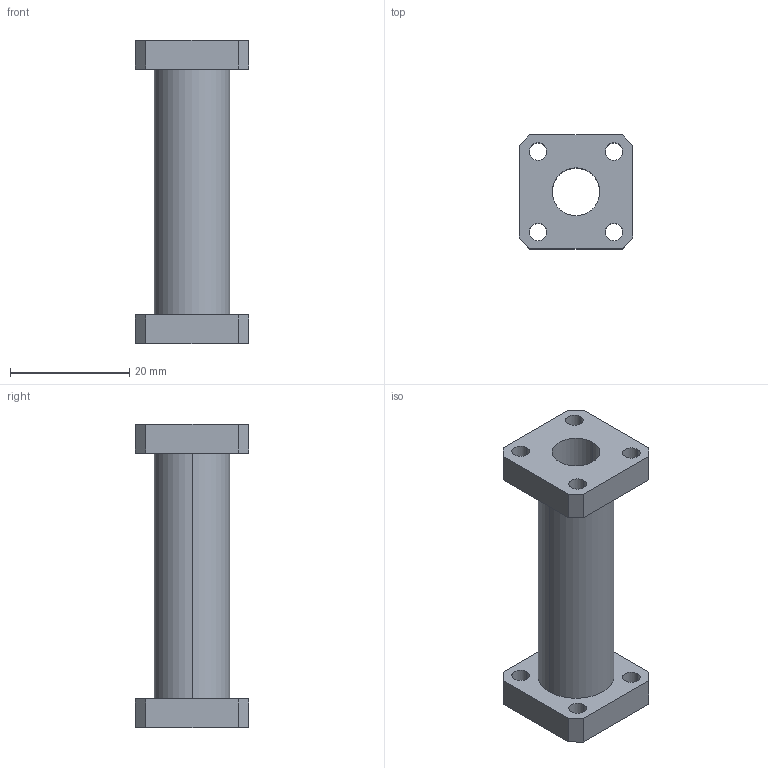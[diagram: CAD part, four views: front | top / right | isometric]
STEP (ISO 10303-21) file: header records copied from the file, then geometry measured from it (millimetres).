
FILE_DESCRIPTION (( 'STEP AP203' ), '1' );
FILE_NAME ('SAS-293-31528-F1.STEP', '2017-09-21T22:51:43', ( '' ), ( '' ), 'SwSTEP 2.0', 'SolidWorks 2013', '' );
FILE_SCHEMA (( 'CONFIG_CONTROL_DESIGN' ));
Length unit declared in the file: inch
Products named in the file (1): SAS-293-31528-F1
Bounding box: 19.05 x 19.05 x 50.8 mm (x, y, z)
Volume: 5836.8 mm3; surface area: 4934.6 mm2
Topology: 1 solids, 1 shells, 40 faces, 108 edges, 72 vertices
Faces by surface type: cylinder 20, plane 20
Entity records: 1387 total; most frequent: DIRECTION 230, CARTESIAN_POINT 221, ORIENTED_EDGE 216, EDGE_CURVE 108, AXIS2_PLACEMENT_3D 81, VERTEX_POINT 72, LINE 68, VECTOR 68
